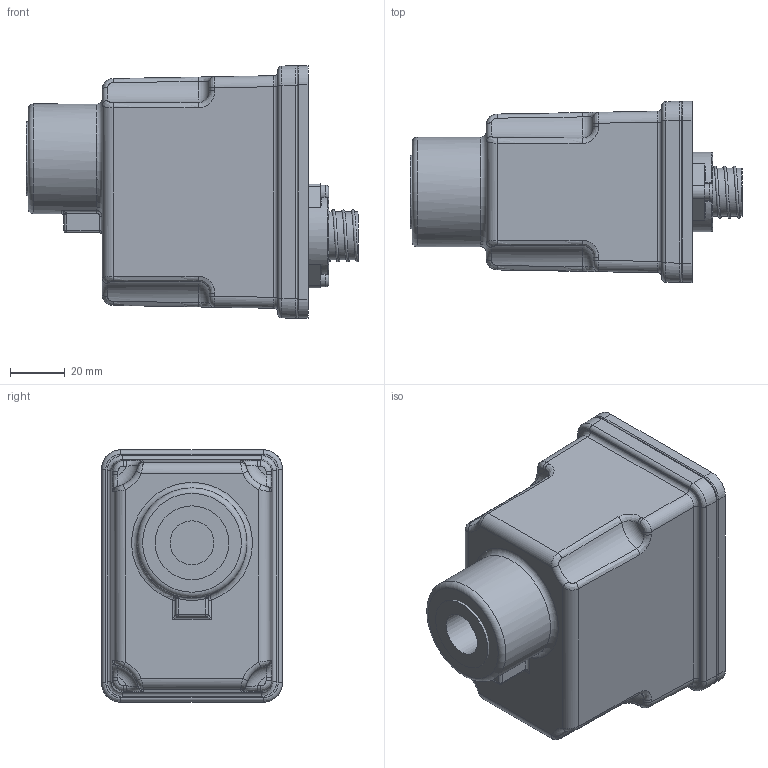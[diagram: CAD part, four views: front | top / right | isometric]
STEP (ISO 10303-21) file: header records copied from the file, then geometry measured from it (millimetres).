
FILE_DESCRIPTION(('STEP AP214'),'1');
FILE_NAME('IFC1... mit Stecker.stp','2021-03-22T12:39:50',(' '),(' '),'Spatial InterOp 3D',' ',' ');
FILE_SCHEMA(('AUTOMOTIVE_DESIGN { 1 0 10303 214 1 1 1 1 }'));
Length unit declared in the file: millimetre
Products named in the file (4): 1615281506; 1615456404; 1615455413; 1616410443
Bounding box: 121 x 66 x 92 mm (x, y, z)
Volume: 408731.1 mm3; surface area: 56086.6 mm2
Topology: 4 solids, 4 shells, 280 faces, 635 edges, 366 vertices
Faces by surface type: cylinder 101, plane 77, bspline 62, torus 31, sphere 6, cone 3
Full cylindrical faces by diameter (mm): 1.5 x7, 2.5 x2, 3.2 x2, 3.3 x2, 5 x1, 6 x2, 16 x1, 21.6 x1, 22 x1, 23 x1, 24 x1, 26.9 x2, 40 x1
Entity records: 17066 total; most frequent: CARTESIAN_POINT 8868, DIRECTION 1294, ORIENTED_EDGE 1154, EDGE_CURVE 577, AXIS2_PLACEMENT_3D 551, VERTEX_POINT 360, EDGE_LOOP 342, FACE_OUTER_BOUND 314
